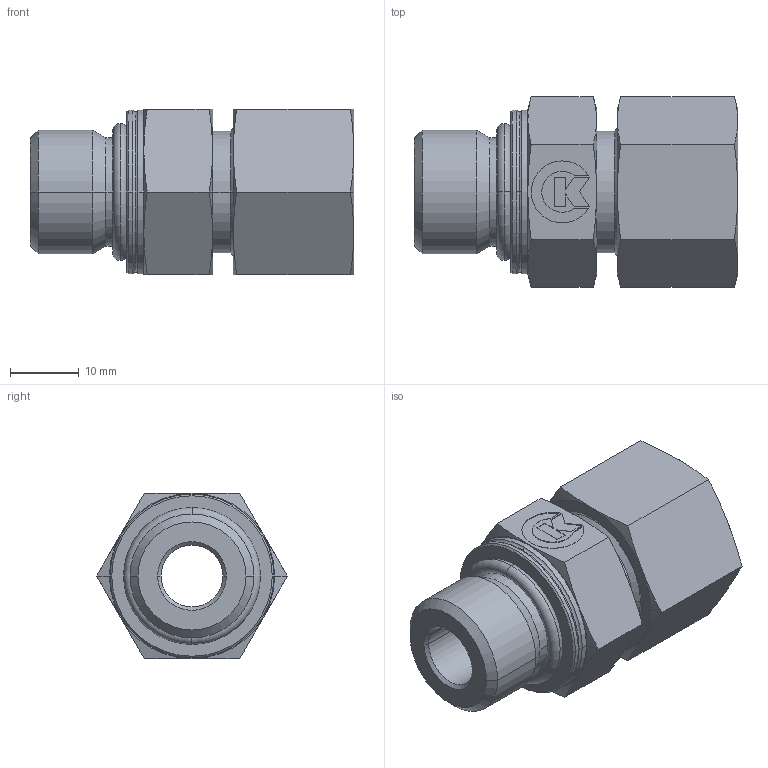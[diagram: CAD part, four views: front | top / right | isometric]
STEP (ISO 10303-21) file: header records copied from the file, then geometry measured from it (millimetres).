
FILE_DESCRIPTION( ( '' ), '1' );
FILE_NAME( '148121820.stp', '2012-08-03T06:33:17', ( '' ), ( '' ), ' ', ' ', ' ' );
FILE_SCHEMA( ( 'CONFIG_CONTROL_DESIGN' ) );
Length unit declared in the file: millimetre
Products named in the file (3): 1; 2; 3
Bounding box: 47 x 27.71 x 24 mm (x, y, z)
Volume: 15484.8 mm3; surface area: 8636 mm2
Topology: 3 solids, 3 shells, 150 faces, 340 edges, 204 vertices
Faces by surface type: cone 56, plane 52, cylinder 32, torus 10
Entity records: 4254 total; most frequent: CARTESIAN_POINT 793, DIRECTION 736, ORIENTED_EDGE 680, EDGE_CURVE 340, AXIS2_PLACEMENT_3D 291, VERTEX_POINT 204, EDGE_LOOP 164, LINE 154
